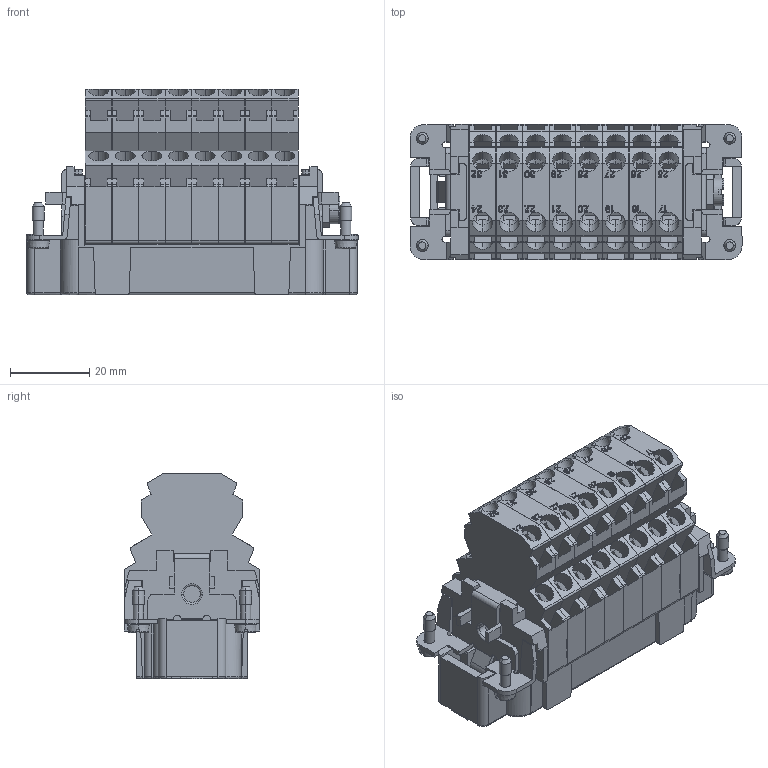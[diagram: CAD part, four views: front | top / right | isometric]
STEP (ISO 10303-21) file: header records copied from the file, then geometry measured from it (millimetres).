
FILE_DESCRIPTION(('Creo Elements/Direct Modeling STEP Export'),'2;1');
FILE_NAME('0lndrr043n7q8ns3952','2016-07-14T15:41:05',(''),(''),'PTC Creo Elements/Direct Modeling STEP processor for AP214 (Solid Model)','PTC Creo Elements/Direct Modeling 19.0B 21-Mar-2015 (C) Parametric Technology GmbH','');
FILE_SCHEMA(('AUTOMOTIVE_DESIGN { 1 0 10303 214 1 1 1 1 }'));
Length unit declared in the file: millimetre
Products named in the file (4): PIAST_M; PIAST_M.1; CORPO_SPINA; CSSM_16_N
Assembly tree (3 placements, depth 2):
  CSSM_16_N
    CORPO_SPINA
    PIAST_M.1
    PIAST_M
Bounding box: 83.6 x 34 x 51.7 mm (x, y, z)
Volume: 65139.1 mm3; surface area: 44630.3 mm2
Topology: 3 solids, 3 shells, 1796 faces, 7618 edges, 5963 vertices
Faces by surface type: plane 1118, cylinder 427, cone 146, torus 97, sphere 8
Entity records: 106660 total; most frequent: CARTESIAN_POINT 28795, ORIENTED_EDGE 15220, DIRECTION 11439, EDGE_CURVE 7610, VECTOR 6107, LINE 6107, VERTEX_POINT 5963, AXIS2_PLACEMENT_3D 2666
